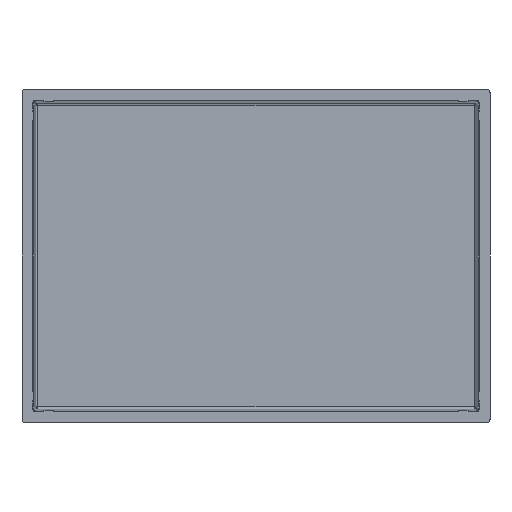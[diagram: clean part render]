
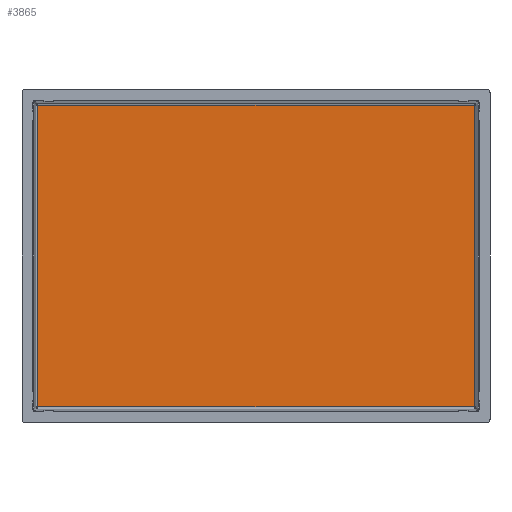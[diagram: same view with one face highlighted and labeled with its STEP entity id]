
A CAD part, front view. The second image highlights one B-rep face of the part: STEP entity #3865.
In plain terms, the highlighted planar face has unit normal (0, -1, 0).
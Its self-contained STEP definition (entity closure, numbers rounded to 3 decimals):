
#621 = CARTESIAN_POINT ( 'NONE',  ( -162.274, 27., -112.274 ) ) ;
#622 = CARTESIAN_POINT ( 'NONE',  ( -162.274, 27., 112.274 ) ) ;
#623 = CARTESIAN_POINT ( 'NONE',  ( 162.274, 27., 112.274 ) ) ;
#624 = CARTESIAN_POINT ( 'NONE',  ( 162.274, 27., -112.274 ) ) ;
#998 = ORIENTED_EDGE ( 'NONE', *, *, #4244, .T. ) ;
#999 = ORIENTED_EDGE ( 'NONE', *, *, #4217, .T. ) ;
#1000 = ORIENTED_EDGE ( 'NONE', *, *, #4265, .T. ) ;
#1001 = ORIENTED_EDGE ( 'NONE', *, *, #4206, .T. ) ;
#1208 = EDGE_LOOP ( 'NONE', ( #998, #1000, #999, #1001 ) ) ;
#1427 = FACE_OUTER_BOUND ( 'NONE', #1208, .T. ) ;
#1472 = LINE ( 'NONE', #2962, #2597 ) ;
#1482 = LINE ( 'NONE', #2987, #2608 ) ;
#1505 = LINE ( 'NONE', #3067, #2641 ) ;
#1524 = LINE ( 'NONE', #3141, #2665 ) ;
#2086 = VERTEX_POINT ( 'NONE', #621 ) ;
#2087 = VERTEX_POINT ( 'NONE', #622 ) ;
#2088 = VERTEX_POINT ( 'NONE', #623 ) ;
#2089 = VERTEX_POINT ( 'NONE', #624 ) ;
#2558 = AXIS2_PLACEMENT_3D ( 'NONE', #2701, #2702, #2703 ) ;
#2597 = VECTOR ( 'NONE', #2963, 1000. ) ;
#2608 = VECTOR ( 'NONE', #2988, 1000. ) ;
#2641 = VECTOR ( 'NONE', #3068, 1000. ) ;
#2665 = VECTOR ( 'NONE', #3142, 1000. ) ;
#2700 = PLANE ( 'NONE',  #2558 ) ;
#2701 = CARTESIAN_POINT ( 'NONE',  ( 163.698, 27., -186. ) ) ;
#2702 = DIRECTION ( 'NONE',  ( 0., 1., 0. ) ) ;
#2703 = DIRECTION ( 'NONE',  ( -1., 0., 0. ) ) ;
#2962 = CARTESIAN_POINT ( 'NONE',  ( -162.274, 27., -112.274 ) ) ;
#2963 = DIRECTION ( 'NONE',  ( 1., 0., 0. ) ) ;
#2987 = CARTESIAN_POINT ( 'NONE',  ( -162.274, 27., 112.274 ) ) ;
#2988 = DIRECTION ( 'NONE',  ( 0., 0., -1. ) ) ;
#3067 = CARTESIAN_POINT ( 'NONE',  ( 162.274, 27., -112.274 ) ) ;
#3068 = DIRECTION ( 'NONE',  ( 0., 0., 1. ) ) ;
#3141 = CARTESIAN_POINT ( 'NONE',  ( 162.274, 27., 112.274 ) ) ;
#3142 = DIRECTION ( 'NONE',  ( -1., 0., 0. ) ) ;
#3865 = ADVANCED_FACE ( 'NONE', ( #1427 ), #2700, .F. ) ;
#4206 = EDGE_CURVE ( 'NONE', #2086, #2089, #1472, .T. ) ;
#4217 = EDGE_CURVE ( 'NONE', #2087, #2086, #1482, .T. ) ;
#4244 = EDGE_CURVE ( 'NONE', #2089, #2088, #1505, .T. ) ;
#4265 = EDGE_CURVE ( 'NONE', #2088, #2087, #1524, .T. ) ;
